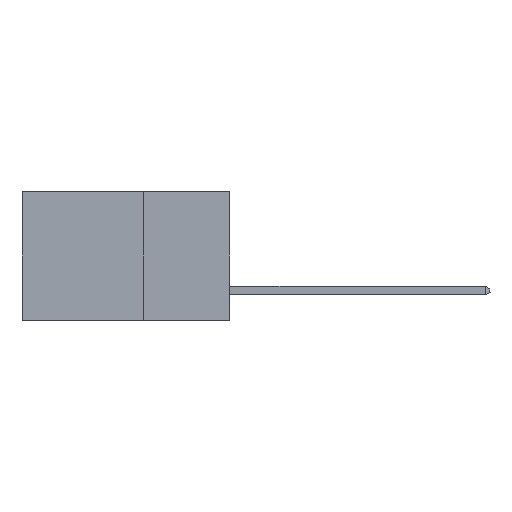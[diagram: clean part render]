
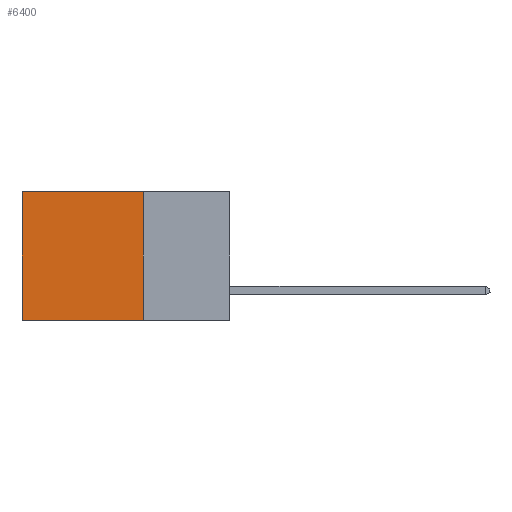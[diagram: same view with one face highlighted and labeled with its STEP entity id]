
A CAD part, left-side view. The second image highlights one B-rep face of the part: STEP entity #6400.
In plain terms, the highlighted planar face has unit normal (-1, 0, 0).
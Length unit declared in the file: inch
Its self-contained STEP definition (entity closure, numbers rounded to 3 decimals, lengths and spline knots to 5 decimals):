
#47 = LINE ( 'NONE', #3512, #10431 ) ;
#953 = EDGE_CURVE ( 'NONE', #7664, #6774, #2491, .T. ) ;
#999 = ORIENTED_EDGE ( 'NONE', *, *, #4831, .T. ) ;
#1396 = EDGE_CURVE ( 'NONE', #8936, #2007, #4640, .T. ) ;
#2007 = VERTEX_POINT ( 'NONE', #11194 ) ;
#2144 = VECTOR ( 'NONE', #6800, 39.37008 ) ;
#2171 = VECTOR ( 'NONE', #13850, 39.37008 ) ;
#2491 = LINE ( 'NONE', #5387, #2171 ) ;
#2541 = LINE ( 'NONE', #10777, #9417 ) ;
#3512 = CARTESIAN_POINT ( 'NONE',  ( 0.298, 0.25, 0. ) ) ;
#3607 = DIRECTION ( 'NONE',  ( 0., 0., -1. ) ) ;
#3721 = PLANE ( 'NONE',  #5906 ) ;
#3785 = CARTESIAN_POINT ( 'NONE',  ( 0.298, 0.25, -0.37 ) ) ;
#4384 = DIRECTION ( 'NONE',  ( 0., 0., -1. ) ) ;
#4640 = LINE ( 'NONE', #3785, #2144 ) ;
#4831 = EDGE_CURVE ( 'NONE', #6774, #2007, #2541, .T. ) ;
#4928 = ORIENTED_EDGE ( 'NONE', *, *, #13862, .F. ) ;
#5076 = EDGE_LOOP ( 'NONE', ( #999, #11135, #4928, #13839 ) ) ;
#5387 = CARTESIAN_POINT ( 'NONE',  ( 0.298, 0.25, 0. ) ) ;
#5906 = AXIS2_PLACEMENT_3D ( 'NONE', #13425, #9200, #12282 ) ;
#6400 = ADVANCED_FACE ( 'NONE', ( #12172 ), #3721, .F. ) ;
#6774 = VERTEX_POINT ( 'NONE', #10931 ) ;
#6800 = DIRECTION ( 'NONE',  ( 0., 1., 0. ) ) ;
#7659 = CARTESIAN_POINT ( 'NONE',  ( 0.298, 0.25, -0.37 ) ) ;
#7664 = VERTEX_POINT ( 'NONE', #9310 ) ;
#8936 = VERTEX_POINT ( 'NONE', #7659 ) ;
#9200 = DIRECTION ( 'NONE',  ( 1., 0., 0. ) ) ;
#9310 = CARTESIAN_POINT ( 'NONE',  ( 0.298, 0.25, 0. ) ) ;
#9417 = VECTOR ( 'NONE', #4384, 39.37008 ) ;
#10431 = VECTOR ( 'NONE', #3607, 39.37008 ) ;
#10777 = CARTESIAN_POINT ( 'NONE',  ( 0.298, 0.6, 0. ) ) ;
#10931 = CARTESIAN_POINT ( 'NONE',  ( 0.298, 0.6, 0. ) ) ;
#11135 = ORIENTED_EDGE ( 'NONE', *, *, #1396, .F. ) ;
#11194 = CARTESIAN_POINT ( 'NONE',  ( 0.298, 0.6, -0.37 ) ) ;
#12172 = FACE_OUTER_BOUND ( 'NONE', #5076, .T. ) ;
#12282 = DIRECTION ( 'NONE',  ( 0., 0., -1. ) ) ;
#13425 = CARTESIAN_POINT ( 'NONE',  ( 0.298, 0.25, 0. ) ) ;
#13839 = ORIENTED_EDGE ( 'NONE', *, *, #953, .T. ) ;
#13850 = DIRECTION ( 'NONE',  ( 0., 1., 0. ) ) ;
#13862 = EDGE_CURVE ( 'NONE', #7664, #8936, #47, .T. ) ;
